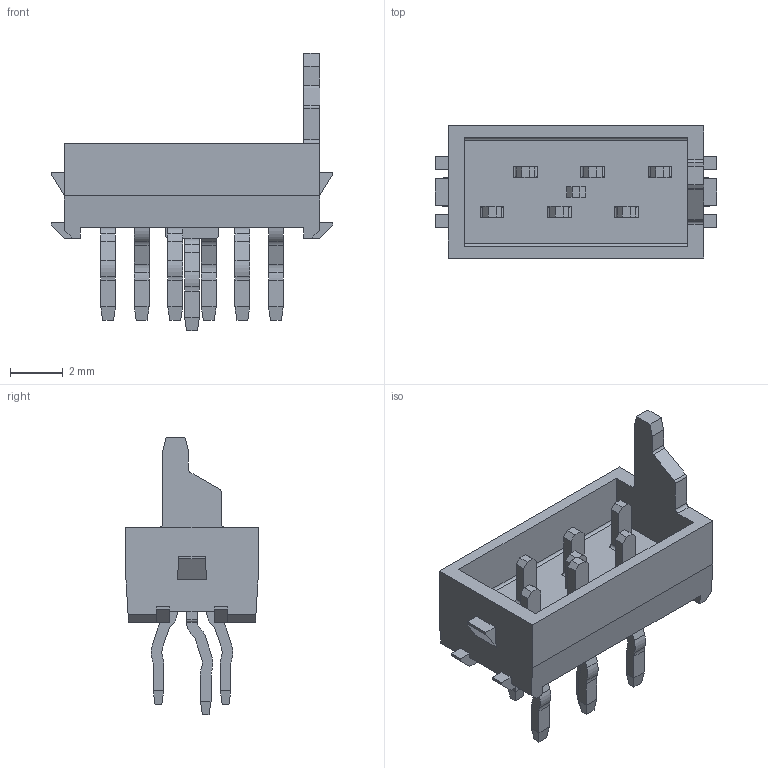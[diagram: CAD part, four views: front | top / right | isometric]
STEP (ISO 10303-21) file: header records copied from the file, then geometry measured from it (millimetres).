
FILE_DESCRIPTION( ( 'Unknown' ), '1' );
FILE_NAME( '690357100672.stp', 'Unknown', ( 'Unknown' ), ( 'Unknown' ), 'XStep 1.0', 'Unknown', ' ' );
FILE_SCHEMA( ( 'automotive_design' ) );
Length unit declared in the file: millimetre
Products named in the file (3): Assem1; Gehäuse; Pin
Bounding box: 10.65 x 5 x 10.5 mm (x, y, z)
Volume: 191.8 mm3; surface area: 688 mm2
Topology: 9 solids, 9 shells, 536 faces, 1486 edges, 972 vertices
Faces by surface type: plane 426, cylinder 110
Entity records: 6508 total; most frequent: CARTESIAN_POINT 970, ORIENTED_EDGE 956, DIRECTION 870, EDGE_CURVE 478, LINE 438, VECTOR 438, VERTEX_POINT 316, AXIS2_PLACEMENT_3D 216
